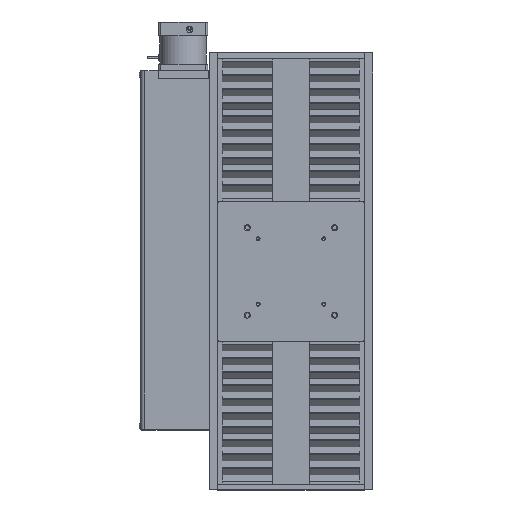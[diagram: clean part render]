
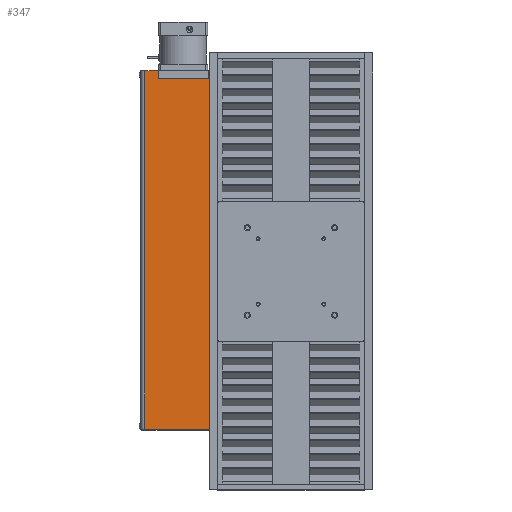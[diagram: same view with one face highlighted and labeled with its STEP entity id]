
A CAD part, top view. The second image highlights one B-rep face of the part: STEP entity #347.
In plain terms, the highlighted planar face has unit normal (0, 0, 1).
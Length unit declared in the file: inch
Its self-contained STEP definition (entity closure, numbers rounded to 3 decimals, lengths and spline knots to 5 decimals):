
#347 = ADVANCED_FACE ( 'NONE', ( #8425 ), #8403, .F. ) ;
#485 = VERTEX_POINT ( 'NONE', #7795 ) ;
#1068 = VERTEX_POINT ( 'NONE', #5017 ) ;
#1752 = DIRECTION ( 'NONE',  ( 0., -1., 0. ) ) ;
#1779 = CARTESIAN_POINT ( 'NONE',  ( -3.75, -1.1825, 1.86 ) ) ;
#1782 = LINE ( 'NONE', #1779, #17702 ) ;
#1837 = DIRECTION ( 'NONE',  ( 0., -1., 0. ) ) ;
#1845 = CARTESIAN_POINT ( 'NONE',  ( -6.688, 1.2096, 1.86 ) ) ;
#1868 = LINE ( 'NONE', #1845, #7190 ) ;
#2109 = ORIENTED_EDGE ( 'NONE', *, *, #14588, .F. ) ;
#2136 = ORIENTED_EDGE ( 'NONE', *, *, #17650, .F. ) ;
#2140 = ORIENTED_EDGE ( 'NONE', *, *, #20712, .F. ) ;
#2145 = ORIENTED_EDGE ( 'NONE', *, *, #19558, .T. ) ;
#2226 = ORIENTED_EDGE ( 'NONE', *, *, #12680, .T. ) ;
#2230 = ORIENTED_EDGE ( 'NONE', *, *, #6923, .F. ) ;
#2311 = ORIENTED_EDGE ( 'NONE', *, *, #12950, .F. ) ;
#2547 = VERTEX_POINT ( 'NONE', #12432 ) ;
#2572 = CARTESIAN_POINT ( 'NONE',  ( -6.688, -0.8075, 1.86 ) ) ;
#4694 = VECTOR ( 'NONE', #16297, 39.37008 ) ;
#4735 = VERTEX_POINT ( 'NONE', #13251 ) ;
#5017 = CARTESIAN_POINT ( 'NONE',  ( -6.688, -0.8075, 1.86 ) ) ;
#6030 = VERTEX_POINT ( 'NONE', #6632 ) ;
#6578 = EDGE_LOOP ( 'NONE', ( #2109, #2136, #2140, #2145, #2226, #2230, #2311 ) ) ;
#6632 = CARTESIAN_POINT ( 'NONE',  ( -3.75, -1.1825, 1.86 ) ) ;
#6923 = EDGE_CURVE ( 'NONE', #6030, #13422, #1782, .T. ) ;
#7190 = VECTOR ( 'NONE', #1837, 39.37008 ) ;
#7795 = CARTESIAN_POINT ( 'NONE',  ( -6.0625, -1.1825, 1.86 ) ) ;
#7810 = DIRECTION ( 'NONE',  ( 1., 0., 0. ) ) ;
#7829 = CARTESIAN_POINT ( 'NONE',  ( -6.688, -1.1825, 1.86 ) ) ;
#7831 = LINE ( 'NONE', #7829, #8026 ) ;
#8026 = VECTOR ( 'NONE', #7810, 39.37008 ) ;
#8369 = DIRECTION ( 'NONE',  ( -1., 0., 0. ) ) ;
#8377 = DIRECTION ( 'NONE',  ( 0., 0., -1. ) ) ;
#8393 = CARTESIAN_POINT ( 'NONE',  ( -6.688, 1.2096, 1.86 ) ) ;
#8403 = PLANE ( 'NONE',  #20528 ) ;
#8425 = FACE_OUTER_BOUND ( 'NONE', #6578, .T. ) ;
#8905 = DIRECTION ( 'NONE',  ( 1., 0., 0. ) ) ;
#9105 = VERTEX_POINT ( 'NONE', #17384 ) ;
#12432 = CARTESIAN_POINT ( 'NONE',  ( -3.7655, -1.1825, 1.86 ) ) ;
#12484 = DIRECTION ( 'NONE',  ( 0., -1., 0. ) ) ;
#12488 = CARTESIAN_POINT ( 'NONE',  ( -6.0625, 1.2096, 1.86 ) ) ;
#12508 = LINE ( 'NONE', #12488, #19669 ) ;
#12680 = EDGE_CURVE ( 'NONE', #9105, #13422, #18411, .T. ) ;
#12950 = EDGE_CURVE ( 'NONE', #2547, #6030, #16320, .T. ) ;
#13251 = CARTESIAN_POINT ( 'NONE',  ( -6.0625, -0.8075, 1.86 ) ) ;
#13422 = VERTEX_POINT ( 'NONE', #13888 ) ;
#13888 = CARTESIAN_POINT ( 'NONE',  ( -3.75, -17.2133, 1.86 ) ) ;
#14200 = VECTOR ( 'NONE', #18389, 39.37008 ) ;
#14588 = EDGE_CURVE ( 'NONE', #485, #2547, #7831, .T. ) ;
#15549 = VECTOR ( 'NONE', #8905, 39.37008 ) ;
#16297 = DIRECTION ( 'NONE',  ( 1., 0., 0. ) ) ;
#16317 = CARTESIAN_POINT ( 'NONE',  ( -6.688, -1.1825, 1.86 ) ) ;
#16320 = LINE ( 'NONE', #16317, #4694 ) ;
#16778 = LINE ( 'NONE', #2572, #15549 ) ;
#17384 = CARTESIAN_POINT ( 'NONE',  ( -6.688, -17.2133, 1.86 ) ) ;
#17650 = EDGE_CURVE ( 'NONE', #4735, #485, #12508, .T. ) ;
#17702 = VECTOR ( 'NONE', #1752, 39.37008 ) ;
#18389 = DIRECTION ( 'NONE',  ( 1., 0., 0. ) ) ;
#18406 = CARTESIAN_POINT ( 'NONE',  ( -6.688, -17.2133, 1.86 ) ) ;
#18411 = LINE ( 'NONE', #18406, #14200 ) ;
#19558 = EDGE_CURVE ( 'NONE', #1068, #9105, #1868, .T. ) ;
#19669 = VECTOR ( 'NONE', #12484, 39.37008 ) ;
#20528 = AXIS2_PLACEMENT_3D ( 'NONE', #8393, #8377, #8369 ) ;
#20712 = EDGE_CURVE ( 'NONE', #1068, #4735, #16778, .T. ) ;
